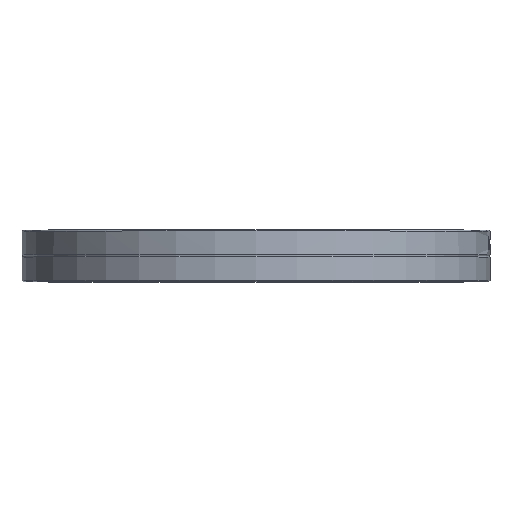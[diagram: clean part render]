
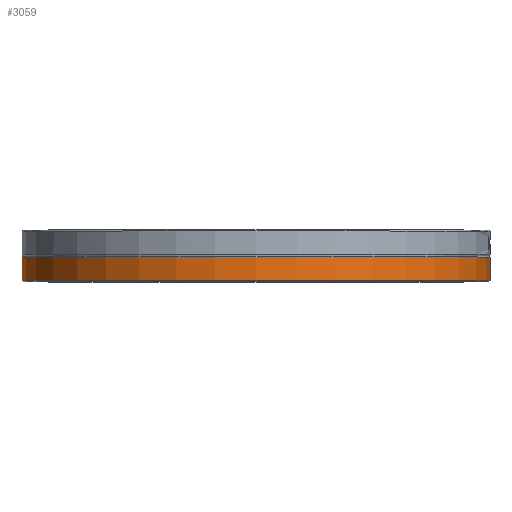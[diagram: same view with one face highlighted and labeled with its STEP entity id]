
A CAD part, top view. The second image highlights one B-rep face of the part: STEP entity #3059.
In plain terms, the highlighted cylindrical face has radius 101.5 mm (diameter 203 mm), a full revolution.
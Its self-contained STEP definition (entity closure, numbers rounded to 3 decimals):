
#307=CYLINDRICAL_SURFACE('',#3293,101.5);
#352=FACE_OUTER_BOUND('',#556,.T.);
#556=EDGE_LOOP('',(#2107,#2108,#2109,#2110,#2111,#2112));
#763=LINE('',#4356,#942);
#942=VECTOR('',#3629,101.5);
#1120=CIRCLE('',#3268,101.5);
#1121=CIRCLE('',#3269,101.5);
#1144=CIRCLE('',#3294,101.5);
#1145=CIRCLE('',#3295,101.5);
#1275=VERTEX_POINT('',#4301);
#1276=VERTEX_POINT('',#4302);
#1299=VERTEX_POINT('',#4352);
#1300=VERTEX_POINT('',#4353);
#1589=EDGE_CURVE('',#1275,#1276,#1120,.T.);
#1590=EDGE_CURVE('',#1276,#1275,#1121,.T.);
#1614=EDGE_CURVE('',#1299,#1300,#1144,.T.);
#1615=EDGE_CURVE('',#1300,#1299,#1145,.T.);
#1616=EDGE_CURVE('',#1300,#1276,#763,.T.);
#2107=ORIENTED_EDGE('',*,*,#1614,.F.);
#2108=ORIENTED_EDGE('',*,*,#1615,.F.);
#2109=ORIENTED_EDGE('',*,*,#1616,.T.);
#2110=ORIENTED_EDGE('',*,*,#1589,.F.);
#2111=ORIENTED_EDGE('',*,*,#1590,.F.);
#2112=ORIENTED_EDGE('',*,*,#1616,.F.);
#3059=ADVANCED_FACE('',(#352),#307,.T.);
#3268=AXIS2_PLACEMENT_3D('',#4303,#3572,#3573);
#3269=AXIS2_PLACEMENT_3D('',#4304,#3574,#3575);
#3293=AXIS2_PLACEMENT_3D('',#4351,#3623,#3624);
#3294=AXIS2_PLACEMENT_3D('',#4354,#3625,#3626);
#3295=AXIS2_PLACEMENT_3D('',#4355,#3627,#3628);
#3572=DIRECTION('center_axis',(0.,-1.,0.));
#3573=DIRECTION('ref_axis',(1.,0.,0.));
#3574=DIRECTION('center_axis',(0.,-1.,0.));
#3575=DIRECTION('ref_axis',(1.,0.,0.));
#3623=DIRECTION('center_axis',(0.,1.,0.));
#3624=DIRECTION('ref_axis',(-1.,0.,0.));
#3625=DIRECTION('center_axis',(0.,1.,0.));
#3626=DIRECTION('ref_axis',(1.,0.,0.));
#3627=DIRECTION('center_axis',(0.,1.,0.));
#3628=DIRECTION('ref_axis',(1.,0.,0.));
#3629=DIRECTION('',(0.,-1.,0.));
#4301=CARTESIAN_POINT('',(-101.5,0.5,0.));
#4302=CARTESIAN_POINT('',(101.5,0.5,0.));
#4303=CARTESIAN_POINT('Origin',(0.,0.5,0.));
#4304=CARTESIAN_POINT('Origin',(0.,0.5,0.));
#4351=CARTESIAN_POINT('Origin',(0.,5.356,0.));
#4352=CARTESIAN_POINT('',(0.,10.713,-101.5));
#4353=CARTESIAN_POINT('',(101.5,10.713,0.));
#4354=CARTESIAN_POINT('Origin',(0.,10.713,0.));
#4355=CARTESIAN_POINT('Origin',(0.,10.713,0.));
#4356=CARTESIAN_POINT('',(101.5,5.356,0.));
